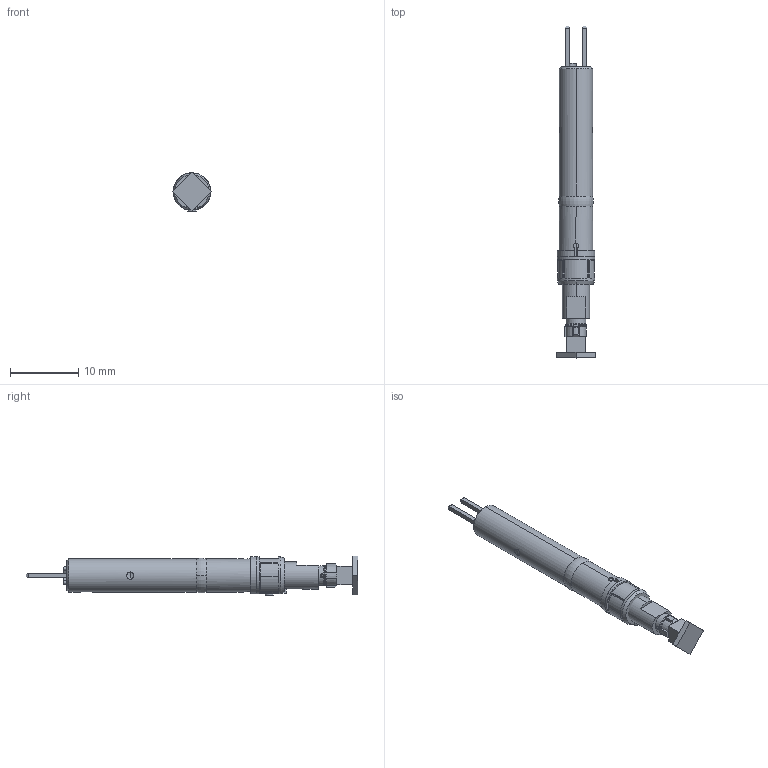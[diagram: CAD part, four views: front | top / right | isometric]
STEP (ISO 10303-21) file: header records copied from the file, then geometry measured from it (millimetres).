
FILE_DESCRIPTION (( 'STEP AP214' ), '1' );
FILE_NAME ('INGUN_114387.STEP', '2023-11-16T14:16:41', ( '' ), ( '' ), 'SwSTEP 2.0', 'SolidWorks 2021', '' );
FILE_SCHEMA (( 'AUTOMOTIVE_DESIGN' ));
Length unit declared in the file: millimetre
Products named in the file (6): 108707~0_S; 114374~1_KUNDE<S>; 114385~0_KUNDE<S>; INGUN_114387; 114373~0_KUNDE<S>; 108704~0_NanoVTEP 4x4
Assembly tree (5 placements, depth 3):
  INGUN_114387
    114385~0_KUNDE<S>
      114374~1_KUNDE<S>
      114373~0_KUNDE<S>
      108707~0_S
    108704~0_NanoVTEP 4x4
Bounding box: 5.66 x 48.7 x 5.78 mm (x, y, z)
Volume: 630.5 mm3; surface area: 1365.9 mm2
Topology: 4 solids, 13 shells, 353 faces, 933 edges, 616 vertices
Faces by surface type: plane 211, bspline 98, cylinder 34, torus 6, cone 4
Entity records: 16898 total; most frequent: CARTESIAN_POINT 8201, ORIENTED_EDGE 1836, DIRECTION 1223, EDGE_CURVE 919, VERTEX_POINT 616, VECTOR 499, LINE 499, EDGE_LOOP 380
